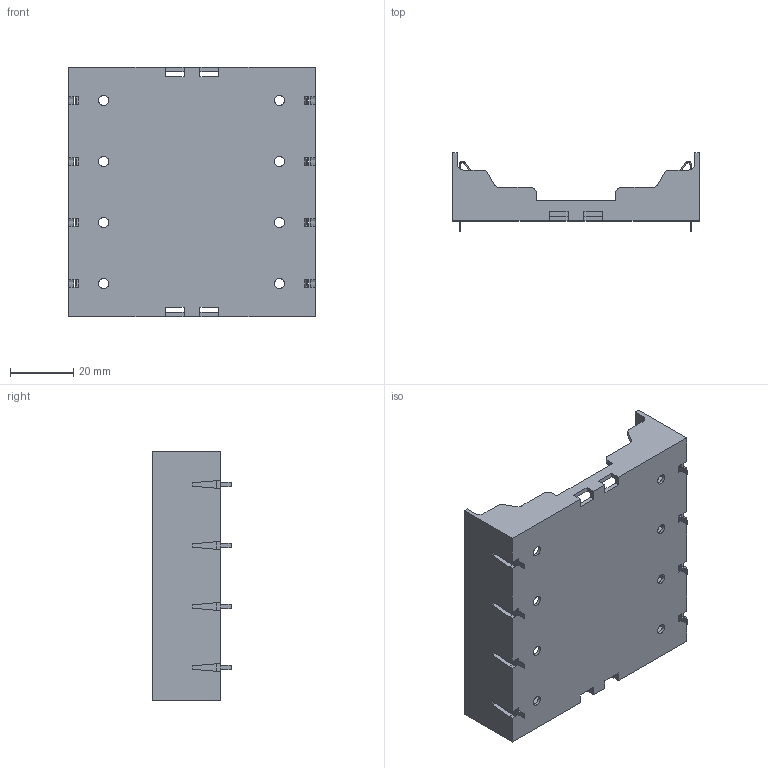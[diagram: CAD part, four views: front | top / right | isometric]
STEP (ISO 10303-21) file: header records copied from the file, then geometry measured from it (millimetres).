
FILE_DESCRIPTION (( 'STEP AP214' ), '1' );
FILE_NAME ('BK-18650-PC8.STEP', '2020-01-02T23:13:40', ( '' ), ( '' ), 'SwSTEP 2.0', 'SolidWorks 2017', '' );
FILE_SCHEMA (( 'AUTOMOTIVE_DESIGN' ));
Length unit declared in the file: millimetre
Products named in the file (1): BK-18650-PC8
Bounding box: 77.98 x 24.74 x 78.84 mm (x, y, z)
Volume: 17358.3 mm3; surface area: 29795.1 mm2
Topology: 9 solids, 9 shells, 518 faces, 1492 edges, 984 vertices
Faces by surface type: plane 438, cylinder 80
Entity records: 16958 total; most frequent: CARTESIAN_POINT 2995, ORIENTED_EDGE 2984, DIRECTION 2690, EDGE_CURVE 1492, LINE 1332, VECTOR 1332, VERTEX_POINT 984, AXIS2_PLACEMENT_3D 679
